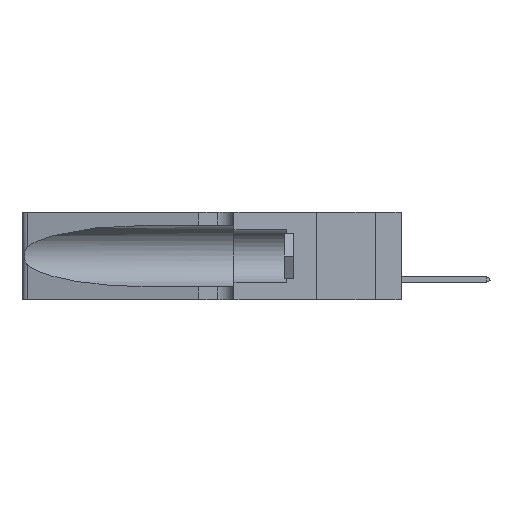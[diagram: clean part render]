
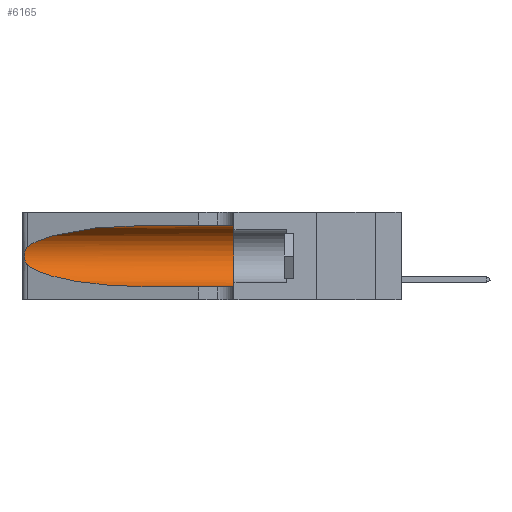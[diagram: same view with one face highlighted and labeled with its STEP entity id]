
A CAD part, left-side view. The second image highlights one B-rep face of the part: STEP entity #6165.
In plain terms, the highlighted cylindrical face has radius 3.308 mm (diameter 6.617 mm), a partial arc.
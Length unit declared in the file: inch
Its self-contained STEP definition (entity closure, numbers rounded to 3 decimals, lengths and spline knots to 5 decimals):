
#389 = LINE ( 'NONE', #12866, #1401 ) ;
#449 = CARTESIAN_POINT ( 'NONE',  ( 0.18966, 0.96281, 0.31525 ) ) ;
#1401 = VECTOR ( 'NONE', #14330, 39.37008 ) ;
#2216 = EDGE_LOOP ( 'NONE', ( #16965, #7093, #16099, #6520, #2802, #17638 ) ) ;
#2393 = EDGE_CURVE ( 'NONE', #2474, #8521, #12577, .T. ) ;
#2474 = VERTEX_POINT ( 'NONE', #20032 ) ;
#2770 = AXIS2_PLACEMENT_3D ( 'NONE', #11411, #17145, #4528 ) ;
#2802 = ORIENTED_EDGE ( 'NONE', *, *, #18949, .F. ) ;
#3056 = CARTESIAN_POINT ( 'NONE',  ( 0.1305, 0.35, 0.05475 ) ) ;
#3156 = EDGE_CURVE ( 'NONE', #4190, #2474, #5068, .T. ) ;
#3822 = CARTESIAN_POINT ( 'NONE',  ( 0.26075, 1.23896, 0.19203 ) ) ;
#4190 = VERTEX_POINT ( 'NONE', #17213 ) ;
#4528 = DIRECTION ( 'NONE',  ( 0., 0., 1. ) ) ;
#4568 = DIRECTION ( 'NONE',  ( 0., 0., -1. ) ) ;
#4819 = CARTESIAN_POINT ( 'NONE',  ( 0.1305, 0.72297, 0.05475 ) ) ;
#4867 = CARTESIAN_POINT ( 'NONE',  ( 0.1305, 1.61858, 0.31525 ) ) ;
#5068 = B_SPLINE_CURVE_WITH_KNOTS ( 'NONE', 3,
 ( #6961, #5544, #8657, #7229, #16798, #13654, #3822, #18565, #18498, #7161, #19983, #12011, #8917, #20178 ),
 .UNSPECIFIED., .F., .F.,
 ( 4, 2, 2, 2, 2, 2, 4 ),
 ( 0., 0.00027, 0.00053, 0.00107, 0.0016, 0.00187, 0.00214 ),
 .UNSPECIFIED. ) ;
#5262 = VERTEX_POINT ( 'NONE', #5922 ) ;
#5544 = CARTESIAN_POINT ( 'NONE',  ( 0.25555, 1.22994, 0.2215 ) ) ;
#5639 = CARTESIAN_POINT ( 'NONE',  ( 0.1305, 0.35, 0.31525 ) ) ;
#5922 = CARTESIAN_POINT ( 'NONE',  ( 0.1305, 0.72297, 0.31525 ) ) ;
#6165 = ADVANCED_FACE ( 'NONE', ( #20847 ), #18326, .F. ) ;
#6520 = ORIENTED_EDGE ( 'NONE', *, *, #14877, .T. ) ;
#6862 = CARTESIAN_POINT ( 'NONE',  ( 0.2373, 1.15595, 0.08982 ) ) ;
#6961 = CARTESIAN_POINT ( 'NONE',  ( 0.25487, 1.22718, 0.22369 ) ) ;
#7093 = ORIENTED_EDGE ( 'NONE', *, *, #3156, .T. ) ;
#7161 = CARTESIAN_POINT ( 'NONE',  ( 0.25856, 1.23593, 0.16098 ) ) ;
#7229 = CARTESIAN_POINT ( 'NONE',  ( 0.25787, 1.23484, 0.2124 ) ) ;
#8521 = VERTEX_POINT ( 'NONE', #4819 ) ;
#8657 = CARTESIAN_POINT ( 'NONE',  ( 0.25639, 1.23184, 0.21858 ) ) ;
#8917 = CARTESIAN_POINT ( 'NONE',  ( 0.25555, 1.22993, 0.14849 ) ) ;
#9142 = AXIS2_PLACEMENT_3D ( 'NONE', #10806, #20648, #4568 ) ;
#10058 = VERTEX_POINT ( 'NONE', #5639 ) ;
#10238 = CARTESIAN_POINT ( 'NONE',  ( 0.2373, 1.15595, 0.28018 ) ) ;
#10806 = CARTESIAN_POINT ( 'NONE',  ( 0.1305, 1.61858, 0.185 ) ) ;
#11411 = CARTESIAN_POINT ( 'NONE',  ( 0.1305, 0.35, 0.185 ) ) ;
#11722 = CARTESIAN_POINT ( 'NONE',  ( 0.1305, 0.72297, 0.05475 ) ) ;
#11786 = CARTESIAN_POINT ( 'NONE',  ( 0.25487, 1.22718, 0.22369 ) ) ;
#12011 = CARTESIAN_POINT ( 'NONE',  ( 0.25639, 1.23186, 0.15144 ) ) ;
#12577 =( BOUNDED_CURVE ( )  B_SPLINE_CURVE ( 3, ( #19686, #6862, #18140, #11722 ),
 .UNSPECIFIED., .F., .F. ) 
 B_SPLINE_CURVE_WITH_KNOTS ( ( 4, 4 ),
 ( 3.44316, 4.71239 ),
 .UNSPECIFIED. ) 
 CURVE ( )  GEOMETRIC_REPRESENTATION_ITEM ( )  RATIONAL_B_SPLINE_CURVE ( ( 1., 0.87, 0.87, 1. ) ) 
 REPRESENTATION_ITEM ( '' )  );
#12866 = CARTESIAN_POINT ( 'NONE',  ( 0.1305, 1.61858, 0.05475 ) ) ;
#13654 = CARTESIAN_POINT ( 'NONE',  ( 0.26018, 1.23835, 0.19895 ) ) ;
#13706 = LINE ( 'NONE', #4867, #19504 ) ;
#14330 = DIRECTION ( 'NONE',  ( 0., -1., 0. ) ) ;
#14877 = EDGE_CURVE ( 'NONE', #8521, #16126, #389, .T. ) ;
#14878 =( BOUNDED_CURVE ( )  B_SPLINE_CURVE ( 3, ( #18055, #449, #10238, #11786 ),
 .UNSPECIFIED., .F., .F. ) 
 B_SPLINE_CURVE_WITH_KNOTS ( ( 4, 4 ),
 ( 1.5708, 2.84003 ),
 .UNSPECIFIED. ) 
 CURVE ( )  GEOMETRIC_REPRESENTATION_ITEM ( )  RATIONAL_B_SPLINE_CURVE ( ( 1., 0.87, 0.87, 1. ) ) 
 REPRESENTATION_ITEM ( '' )  );
#15013 = CIRCLE ( 'NONE', #2770, 0.13025 ) ;
#16099 = ORIENTED_EDGE ( 'NONE', *, *, #2393, .T. ) ;
#16126 = VERTEX_POINT ( 'NONE', #3056 ) ;
#16798 = CARTESIAN_POINT ( 'NONE',  ( 0.25854, 1.2359, 0.20912 ) ) ;
#16965 = ORIENTED_EDGE ( 'NONE', *, *, #17610, .T. ) ;
#17145 = DIRECTION ( 'NONE',  ( 0., 1., 0. ) ) ;
#17213 = CARTESIAN_POINT ( 'NONE',  ( 0.25487, 1.22718, 0.22369 ) ) ;
#17610 = EDGE_CURVE ( 'NONE', #5262, #4190, #14878, .T. ) ;
#17638 = ORIENTED_EDGE ( 'NONE', *, *, #20517, .F. ) ;
#18055 = CARTESIAN_POINT ( 'NONE',  ( 0.1305, 0.72297, 0.31525 ) ) ;
#18140 = CARTESIAN_POINT ( 'NONE',  ( 0.18966, 0.96281, 0.05475 ) ) ;
#18326 = CYLINDRICAL_SURFACE ( 'NONE', #9142, 0.13025 ) ;
#18498 = CARTESIAN_POINT ( 'NONE',  ( 0.26017, 1.23833, 0.17102 ) ) ;
#18565 = CARTESIAN_POINT ( 'NONE',  ( 0.26075, 1.23896, 0.178 ) ) ;
#18949 = EDGE_CURVE ( 'NONE', #10058, #16126, #15013, .T. ) ;
#19397 = DIRECTION ( 'NONE',  ( 0., -1., 0. ) ) ;
#19504 = VECTOR ( 'NONE', #19397, 39.37008 ) ;
#19686 = CARTESIAN_POINT ( 'NONE',  ( 0.25487, 1.22718, 0.14631 ) ) ;
#19983 = CARTESIAN_POINT ( 'NONE',  ( 0.25789, 1.23486, 0.15765 ) ) ;
#20032 = CARTESIAN_POINT ( 'NONE',  ( 0.25487, 1.22718, 0.14631 ) ) ;
#20178 = CARTESIAN_POINT ( 'NONE',  ( 0.25487, 1.22718, 0.14631 ) ) ;
#20517 = EDGE_CURVE ( 'NONE', #5262, #10058, #13706, .T. ) ;
#20648 = DIRECTION ( 'NONE',  ( 0., -1., 0. ) ) ;
#20847 = FACE_OUTER_BOUND ( 'NONE', #2216, .T. ) ;
